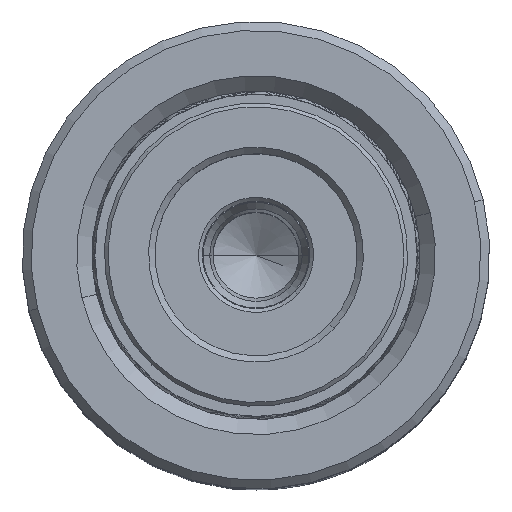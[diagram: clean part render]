
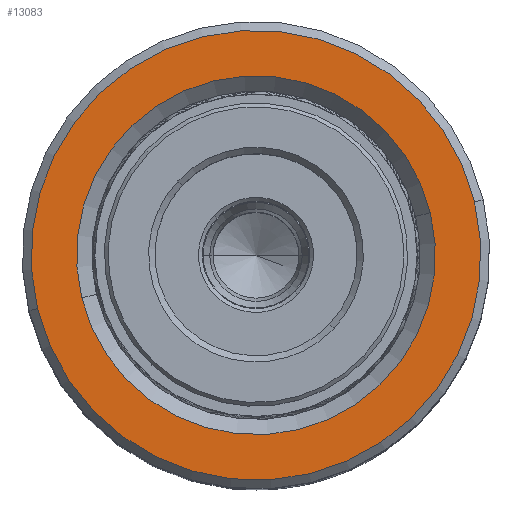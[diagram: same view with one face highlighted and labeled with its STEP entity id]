
A CAD part, top view. The second image highlights one B-rep face of the part: STEP entity #13083.
In plain terms, the highlighted planar face has unit normal (0, 0, 1).
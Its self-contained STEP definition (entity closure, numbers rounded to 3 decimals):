
#780 = DIRECTION ( 'NONE',  ( 0., 0., -1. ) ) ;
#1650 = ORIENTED_EDGE ( 'NONE', *, *, #5790, .T. ) ;
#1977 = VERTEX_POINT ( 'NONE', #2546 ) ;
#2546 = CARTESIAN_POINT ( 'NONE',  ( -17.8, 0., 60. ) ) ;
#2859 = EDGE_CURVE ( 'NONE', #17344, #17609, #9968, .T. ) ;
#2993 = DIRECTION ( 'NONE',  ( 1., 0., 0. ) ) ;
#3709 = AXIS2_PLACEMENT_3D ( 'NONE', #29666, #27185, #2993 ) ;
#4437 = AXIS2_PLACEMENT_3D ( 'NONE', #20173, #780, #11631 ) ;
#5790 = EDGE_CURVE ( 'NONE', #1977, #24297, #31074, .T. ) ;
#6083 = ORIENTED_EDGE ( 'NONE', *, *, #27763, .T. ) ;
#7951 = CARTESIAN_POINT ( 'NONE',  ( 0., 0., 60. ) ) ;
#8128 = DIRECTION ( 'NONE',  ( 1., 0., 0. ) ) ;
#9968 = CIRCLE ( 'NONE', #3709, 14.2 ) ;
#11132 = CIRCLE ( 'NONE', #31581, 17.8 ) ;
#11631 = DIRECTION ( 'NONE',  ( 1., 0., 0. ) ) ;
#12355 = CARTESIAN_POINT ( 'NONE',  ( 14.2, 0., 60. ) ) ;
#13083 = ADVANCED_FACE ( 'NONE', ( #32302, #19338 ), #16120, .T. ) ;
#13987 = DIRECTION ( 'NONE',  ( 0., 0., 1. ) ) ;
#15657 = CARTESIAN_POINT ( 'NONE',  ( 17.8, 0., 60. ) ) ;
#16114 = CARTESIAN_POINT ( 'NONE',  ( -14.2, 0., 60. ) ) ;
#16120 = PLANE ( 'NONE',  #22109 ) ;
#16310 = DIRECTION ( 'NONE',  ( 0., 0., 1. ) ) ;
#17344 = VERTEX_POINT ( 'NONE', #16114 ) ;
#17609 = VERTEX_POINT ( 'NONE', #12355 ) ;
#17838 = EDGE_LOOP ( 'NONE', ( #28724, #24925 ) ) ;
#18339 = DIRECTION ( 'NONE',  ( 1., 0., 0. ) ) ;
#19338 = FACE_BOUND ( 'NONE', #17838, .T. ) ;
#20173 = CARTESIAN_POINT ( 'NONE',  ( 0., 0., 60. ) ) ;
#20932 = CIRCLE ( 'NONE', #4437, 14.2 ) ;
#21498 = DIRECTION ( 'NONE',  ( 1., 0., 0. ) ) ;
#22109 = AXIS2_PLACEMENT_3D ( 'NONE', #7951, #13987, #8128 ) ;
#23009 = CARTESIAN_POINT ( 'NONE',  ( 0., 0., 60. ) ) ;
#24297 = VERTEX_POINT ( 'NONE', #15657 ) ;
#24925 = ORIENTED_EDGE ( 'NONE', *, *, #2859, .T. ) ;
#27185 = DIRECTION ( 'NONE',  ( 0., 0., -1. ) ) ;
#27655 = AXIS2_PLACEMENT_3D ( 'NONE', #29990, #16310, #21498 ) ;
#27763 = EDGE_CURVE ( 'NONE', #24297, #1977, #11132, .T. ) ;
#28724 = ORIENTED_EDGE ( 'NONE', *, *, #31702, .T. ) ;
#29666 = CARTESIAN_POINT ( 'NONE',  ( 0., 0., 60. ) ) ;
#29990 = CARTESIAN_POINT ( 'NONE',  ( 0., 0., 60. ) ) ;
#31074 = CIRCLE ( 'NONE', #27655, 17.8 ) ;
#31581 = AXIS2_PLACEMENT_3D ( 'NONE', #23009, #31839, #18339 ) ;
#31702 = EDGE_CURVE ( 'NONE', #17609, #17344, #20932, .T. ) ;
#31839 = DIRECTION ( 'NONE',  ( 0., 0., 1. ) ) ;
#32302 = FACE_OUTER_BOUND ( 'NONE', #34227, .T. ) ;
#34227 = EDGE_LOOP ( 'NONE', ( #1650, #6083 ) ) ;
